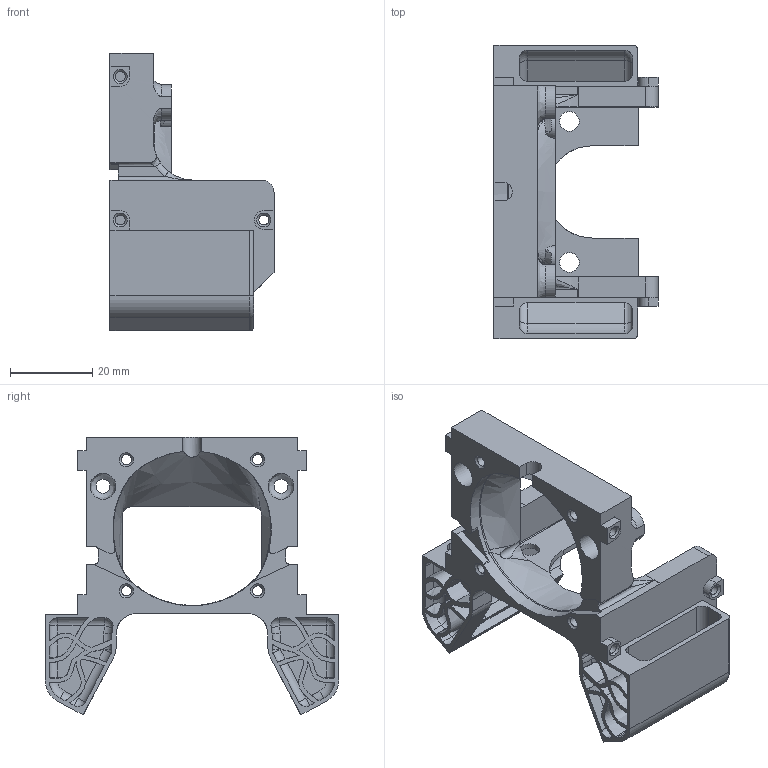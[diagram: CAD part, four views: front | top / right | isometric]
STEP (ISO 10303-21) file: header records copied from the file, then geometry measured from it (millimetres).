
FILE_DESCRIPTION(/* description */ (''),/* implementation_level */ '2;1');
FILE_NAME(/* name */ '02_40__XP__pHead_Ex_Fan_Duct___V1.0.step',/* time_stamp */ '2025-04-03T11:27:22+02:00',/* author */ (''),/* organization */ (''),/* preprocessor_version */ 'ST-DEVELOPER v20.1',/* originating_system */ 'Autodesk Translation Framework v14.4.0.0',/* authorisation */ '');
FILE_SCHEMA (('AUTOMOTIVE_DESIGN { 1 0 10303 214 3 1 1 }'));
Length unit declared in the file: millimetre
Products named in the file (1): 02_40__XP__pHead_Ex_Fan_Duct___V1.0
Bounding box: 40 x 71.61 x 67.73 mm (x, y, z)
Volume: 23020.1 mm3; surface area: 21115 mm2
Topology: 1 solids, 1 shells, 437 faces, 1208 edges, 787 vertices
Faces by surface type: plane 174, cylinder 132, bspline 93, torus 18, sphere 10, cone 10
Full cylindrical faces by diameter (mm): 2.4 x6, 2.45 x4, 3.4 x2, 4.8 x2, 6.3 x2
Entity records: 23798 total; most frequent: CARTESIAN_POINT 13208, ORIENTED_EDGE 2416, DIRECTION 1892, EDGE_CURVE 1208, VERTEX_POINT 787, AXIS2_PLACEMENT_3D 679, LINE 534, VECTOR 534
